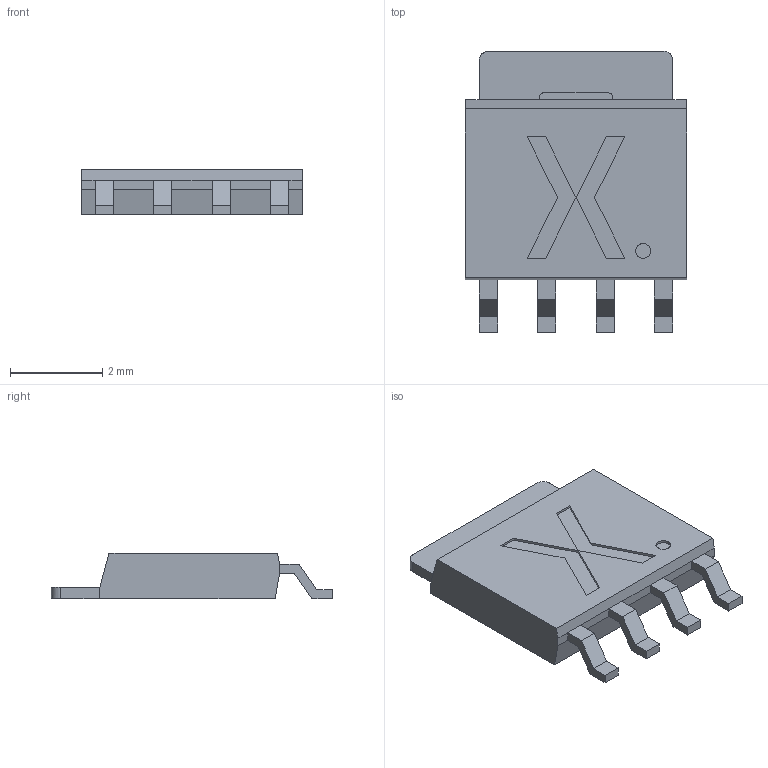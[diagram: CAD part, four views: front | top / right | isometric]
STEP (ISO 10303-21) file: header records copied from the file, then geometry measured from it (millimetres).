
FILE_DESCRIPTION(/* description */ (''),/* implementation_level */ '2;1');
FILE_NAME(/* name */ 'STEC2AF',/* time_stamp */ '2021-12-25T14:35:00-05:00',/* author */ (''),/* organization */ (''),/* preprocessor_version */ 'ST-DEVELOPER v16.5',/* originating_system */ '',/* authorisation */ '');
FILE_SCHEMA (('AUTOMOTIVE_DESIGN_CC2'));
Length unit declared in the file: millimetre
Products named in the file (2): Document; Block 01
Assembly tree (1 placements, depth 2):
  Document
    Block 01
Bounding box: 4.81 x 6.11 x 1 mm (x, y, z)
Volume: 8 mm3; surface area: 201.6 mm2
Topology: 8 solids, 9 shells, 334 faces, 932 edges, 618 vertices
Faces by surface type: plane 290, cylinder 44
Entity records: 9358 total; most frequent: CARTESIAN_POINT 2920, ORIENTED_EDGE 1860, EDGE_CURVE 932, B_SPLINE_CURVE_WITH_KNOTS 842, VERTEX_POINT 618, EDGE_LOOP 347, DIRECTION 346, AXIS2_PLACEMENT_3D 340
